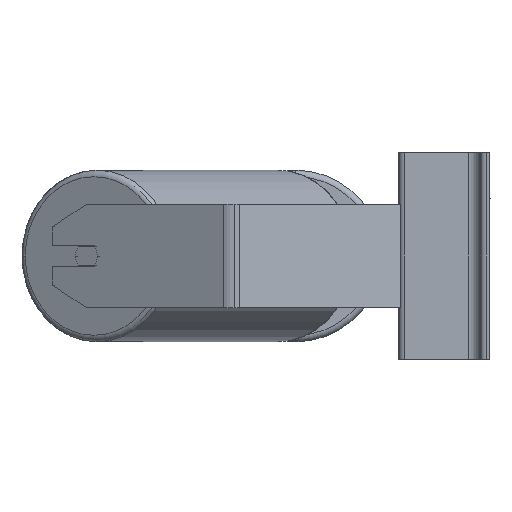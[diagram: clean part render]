
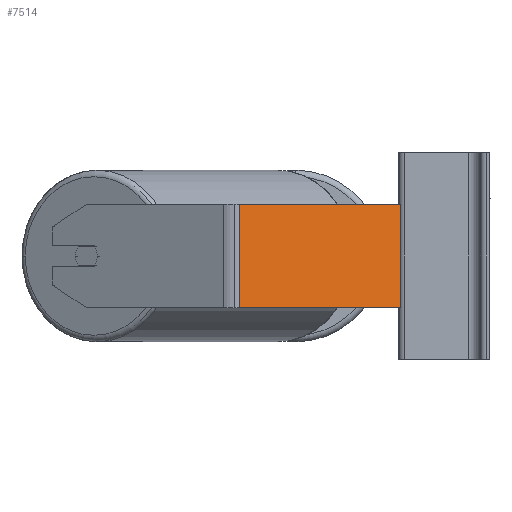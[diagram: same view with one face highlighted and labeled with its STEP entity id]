
A CAD part, left-side view. The second image highlights one B-rep face of the part: STEP entity #7514.
In plain terms, the highlighted planar face has unit normal (-0.966, -0.259, 0).
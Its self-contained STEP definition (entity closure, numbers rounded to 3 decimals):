
#158 = EDGE_LOOP ( 'NONE', ( #8974, #6867, #7704, #185 ) ) ;
#185 = ORIENTED_EDGE ( 'NONE', *, *, #9212, .T. ) ;
#886 = CARTESIAN_POINT ( 'NONE',  ( -487.727, 16.447, 40. ) ) ;
#1232 = VERTEX_POINT ( 'NONE', #5872 ) ;
#1495 = PLANE ( 'NONE',  #5980 ) ;
#1709 = LINE ( 'NONE', #2365, #7506 ) ;
#1899 = EDGE_CURVE ( 'NONE', #3242, #6393, #8277, .T. ) ;
#2260 = CARTESIAN_POINT ( 'NONE',  ( -523.02, 148.16, 40. ) ) ;
#2365 = CARTESIAN_POINT ( 'NONE',  ( -523.02, 148.16, -40. ) ) ;
#3242 = VERTEX_POINT ( 'NONE', #6668 ) ;
#3772 = LINE ( 'NONE', #3997, #5978 ) ;
#3997 = CARTESIAN_POINT ( 'NONE',  ( -523.02, 148.16, 40. ) ) ;
#4242 = DIRECTION ( 'NONE',  ( 0., 0., -1. ) ) ;
#4583 = DIRECTION ( 'NONE',  ( 0.966, 0.259, 0. ) ) ;
#4745 = DIRECTION ( 'NONE',  ( 0.259, -0.966, 0. ) ) ;
#5213 = VECTOR ( 'NONE', #6980, 1000. ) ;
#5610 = CARTESIAN_POINT ( 'NONE',  ( -487.727, 16.447, -40. ) ) ;
#5872 = CARTESIAN_POINT ( 'NONE',  ( -521.304, 141.758, 40. ) ) ;
#5978 = VECTOR ( 'NONE', #4745, 1000. ) ;
#5980 = AXIS2_PLACEMENT_3D ( 'NONE', #2260, #4583, #9634 ) ;
#6220 = CARTESIAN_POINT ( 'NONE',  ( -521.304, 141.758, 40. ) ) ;
#6393 = VERTEX_POINT ( 'NONE', #5610 ) ;
#6502 = EDGE_CURVE ( 'NONE', #7694, #6393, #1709, .T. ) ;
#6668 = CARTESIAN_POINT ( 'NONE',  ( -487.727, 16.447, 40. ) ) ;
#6867 = ORIENTED_EDGE ( 'NONE', *, *, #1899, .F. ) ;
#6980 = DIRECTION ( 'NONE',  ( 0., 0., -1. ) ) ;
#7506 = VECTOR ( 'NONE', #9159, 1000. ) ;
#7514 = ADVANCED_FACE ( 'NONE', ( #8842 ), #1495, .F. ) ;
#7529 = EDGE_CURVE ( 'NONE', #1232, #3242, #3772, .T. ) ;
#7694 = VERTEX_POINT ( 'NONE', #8615 ) ;
#7704 = ORIENTED_EDGE ( 'NONE', *, *, #7529, .F. ) ;
#8277 = LINE ( 'NONE', #886, #8418 ) ;
#8418 = VECTOR ( 'NONE', #4242, 1000. ) ;
#8615 = CARTESIAN_POINT ( 'NONE',  ( -521.304, 141.758, -40. ) ) ;
#8696 = LINE ( 'NONE', #6220, #5213 ) ;
#8842 = FACE_OUTER_BOUND ( 'NONE', #158, .T. ) ;
#8974 = ORIENTED_EDGE ( 'NONE', *, *, #6502, .T. ) ;
#9159 = DIRECTION ( 'NONE',  ( 0.259, -0.966, 0. ) ) ;
#9212 = EDGE_CURVE ( 'NONE', #1232, #7694, #8696, .T. ) ;
#9634 = DIRECTION ( 'NONE',  ( -0.259, 0.966, 0. ) ) ;
